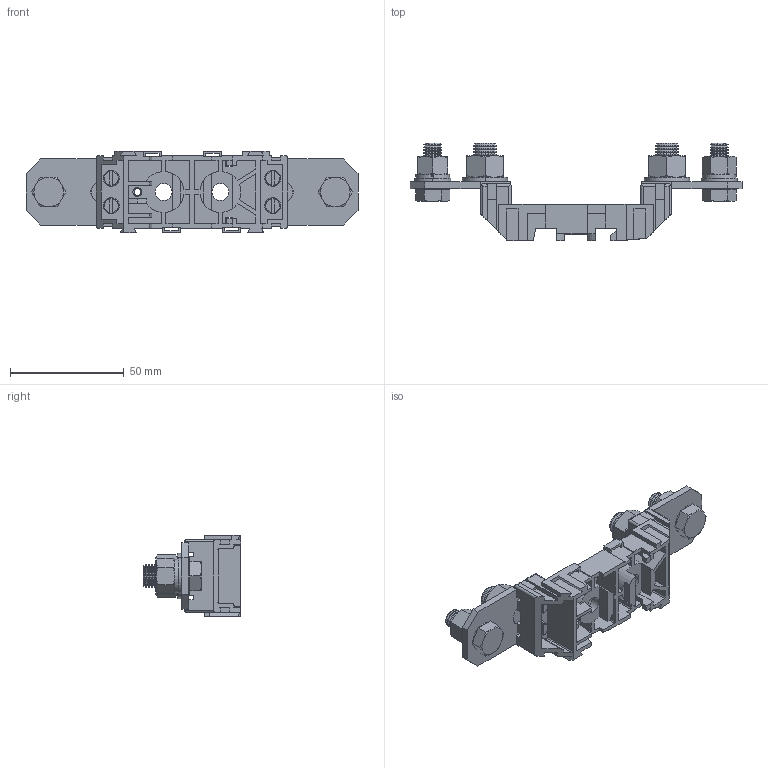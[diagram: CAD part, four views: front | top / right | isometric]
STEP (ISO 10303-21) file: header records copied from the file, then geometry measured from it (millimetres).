
FILE_DESCRIPTION((''),'2;1');
FILE_NAME('001701020_PLNVV_00-1_A_ASM','2023-10-26T10:16:22',('klemen.sitar'),('Audax d.o.o.'),'CREO PARAMETRIC BY PTC INC, 2021304','CREO PARAMETRIC BY PTC INC, 2021304','');
FILE_SCHEMA(('AP242_MANAGED_MODEL_BASED_3D_ENGINEERING_MIM_LF { 1 0 10303 442 1 1 4 }'));
Length unit declared in the file: millimetre
Products named in the file (12): HEX_SCREW_GRADEC_DIN_ISO_4018_-; HEX_NUT_GRADEC_DIN_HEXAGON-6463; CURVED_SPRING_LOCK_WASHER_DIN_S; STUDBOLT_FINE_DIN_DIN_976-1_--_; PLAIN_WASHER_GRADE_A_DIN_-11477; NPV-00_KONTAKTNA_PLOCICA_3D_1; SLOTTED_CHEESE_HEAD_SCREW_DIN_I; PLAIN_WASHER_GRADE_A_DIN_WA-114; HEX_NUT_GRADEC_DIN_HEXAGO-22776; PODNOZJE_NP-00_1; ETI_LOGO_9_9X5_78MM; 001701020_PLNVV_00-1_A_ASM
Assembly tree (22 placements, depth 2):
  001701020_PLNVV_00-1_A_ASM
    HEX_SCREW_GRADEC_DIN_ISO_4018_-  x2
    HEX_NUT_GRADEC_DIN_HEXAGON-6463  x2
    CURVED_SPRING_LOCK_WASHER_DIN_S  x2
    STUDBOLT_FINE_DIN_DIN_976-1_--_  x2
    PLAIN_WASHER_GRADE_A_DIN_-11477  x2
    NPV-00_KONTAKTNA_PLOCICA_3D_1  x2
    SLOTTED_CHEESE_HEAD_SCREW_DIN_I  x4
    PLAIN_WASHER_GRADE_A_DIN_WA-114  x2
    HEX_NUT_GRADEC_DIN_HEXAGO-22776  x2
    PODNOZJE_NP-00_1
    ETI_LOGO_9_9X5_78MM
Bounding box: 146 x 43 x 36 mm (x, y, z)
Volume: 40405.5 mm3; surface area: 36772.6 mm2
Topology: 24 solids, 24 shells, 1539 faces, 3963 edges, 2477 vertices
Faces by surface type: cone 664, cylinder 451, plane 412, torus 12
Entity records: 50856 total; most frequent: CARTESIAN_POINT 13514, DIRECTION 4873, ORIENTED_EDGE 4614, PRESENTATION_STYLE_ASSIGNMENT 3221, STYLED_ITEM 3221, CURVE_STYLE 2335, EDGE_CURVE 2307, AXIS2_PLACEMENT_3D 1759
